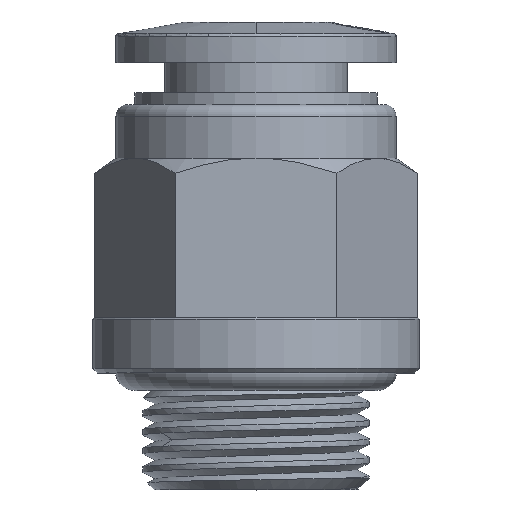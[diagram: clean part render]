
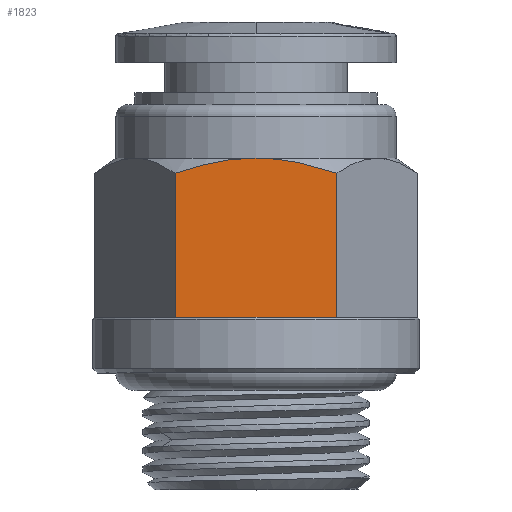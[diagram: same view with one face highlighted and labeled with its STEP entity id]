
A CAD part, top view. The second image highlights one B-rep face of the part: STEP entity #1823.
In plain terms, the highlighted planar face has unit normal (0, 0, 1).
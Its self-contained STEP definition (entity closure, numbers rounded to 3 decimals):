
#251=DIRECTION('',(1.,0.,0.));
#252=VECTOR('',#251,6.928);
#253=CARTESIAN_POINT('',(-3.464,-9.128,6.));
#254=LINE('',#253,#252);
#305=CARTESIAN_POINT('',(3.464,-2.95,6.));
#306=CARTESIAN_POINT('',(3.155,-2.842,6.));
#307=CARTESIAN_POINT('',(2.548,-2.651,6.));
#308=CARTESIAN_POINT('',(1.684,-2.45,6.));
#309=CARTESIAN_POINT('',(0.84,-2.328,6.));
#310=CARTESIAN_POINT('',(0.279,-2.3,6.));
#311=CARTESIAN_POINT('',(0.,-2.3,6.));
#313=DIRECTION('',(0.,1.,0.));
#314=VECTOR('',#313,6.178);
#315=CARTESIAN_POINT('',(-3.464,-9.128,6.));
#316=LINE('',#315,#314);
#317=CARTESIAN_POINT('',(0.,-2.3,6.));
#318=CARTESIAN_POINT('',(-0.28,-2.3,6.));
#319=CARTESIAN_POINT('',(-0.841,-2.328,6.));
#320=CARTESIAN_POINT('',(-1.684,-2.45,6.));
#321=CARTESIAN_POINT('',(-2.548,-2.651,6.));
#322=CARTESIAN_POINT('',(-3.154,-2.841,6.));
#323=CARTESIAN_POINT('',(-3.464,-2.95,6.));
#333=DIRECTION('',(0.,1.,0.));
#334=VECTOR('',#333,6.178);
#335=CARTESIAN_POINT('',(3.464,-9.128,6.));
#336=LINE('',#335,#334);
#1433=CARTESIAN_POINT('',(-3.464,-9.128,6.));
#1434=CARTESIAN_POINT('',(3.464,-9.128,6.));
#1435=VERTEX_POINT('',#1433);
#1436=VERTEX_POINT('',#1434);
#1469=CARTESIAN_POINT('',(0.,-2.3,6.));
#1470=VERTEX_POINT('',#1469);
#1481=VERTEX_POINT('',#305);
#1482=VERTEX_POINT('',#323);
#1809=CARTESIAN_POINT('',(-3.464,-9.128,6.));
#1810=DIRECTION('',(0.,0.,1.));
#1811=DIRECTION('',(1.,0.,0.));
#1812=AXIS2_PLACEMENT_3D('',#1809,#1810,#1811);
#1813=PLANE('',#1812);
#1814=ORIENTED_EDGE('',*,*,#1588,.F.);
#1816=ORIENTED_EDGE('',*,*,#1815,.F.);
#1817=ORIENTED_EDGE('',*,*,#1745,.F.);
#1819=ORIENTED_EDGE('',*,*,#1818,.T.);
#1820=ORIENTED_EDGE('',*,*,#1600,.F.);
#1821=EDGE_LOOP('',(#1814,#1816,#1817,#1819,#1820));
#1822=FACE_OUTER_BOUND('',#1821,.F.);
#1823=ADVANCED_FACE('',(#1822),#1813,.T.);
#312=B_SPLINE_CURVE_WITH_KNOTS('',3,(#305,#306,#307,#308,#309,#310,#311),
.UNSPECIFIED.,.F.,.F.,(4,1,1,1,4),(0.,0.25,0.5,0.75,1.),
.UNSPECIFIED.);
#324=B_SPLINE_CURVE_WITH_KNOTS('',3,(#317,#318,#319,#320,#321,#322,#323),
.UNSPECIFIED.,.F.,.F.,(4,1,1,1,4),(0.,0.25,0.5,0.75,1.),
.UNSPECIFIED.);
#1588=EDGE_CURVE('',#1481,#1470,#312,.T.);
#1600=EDGE_CURVE('',#1470,#1482,#324,.T.);
#1745=EDGE_CURVE('',#1435,#1436,#254,.T.);
#1815=EDGE_CURVE('',#1436,#1481,#336,.T.);
#1818=EDGE_CURVE('',#1435,#1482,#316,.T.);
